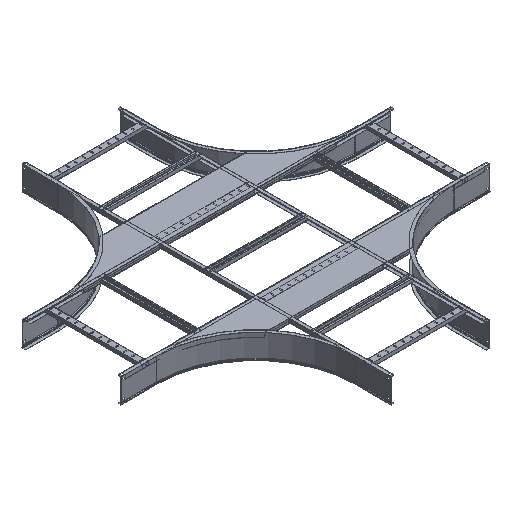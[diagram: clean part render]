
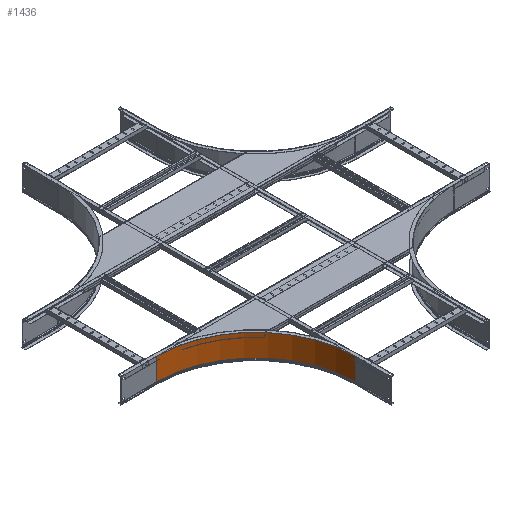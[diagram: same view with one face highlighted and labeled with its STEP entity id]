
A CAD part, isometric view. The second image highlights one B-rep face of the part: STEP entity #1436.
In plain terms, the highlighted cylindrical face has radius 600 mm (diameter 1200 mm), a partial arc.
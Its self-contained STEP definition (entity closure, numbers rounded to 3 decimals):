
#71 = VERTEX_POINT ( 'NONE', #7246 ) ;
#433 = AXIS2_PLACEMENT_3D ( 'NONE', #6525, #8118, #6593 ) ;
#666 = DIRECTION ( 'NONE',  ( 0., 1., 0. ) ) ;
#670 = EDGE_CURVE ( 'NONE', #2915, #71, #6029, .T. ) ;
#822 = LINE ( 'NONE', #7586, #5987 ) ;
#1354 = CARTESIAN_POINT ( 'NONE',  ( 600., 135.525, 0. ) ) ;
#1436 = ADVANCED_FACE ( 'NONE', ( #2241 ), #6007, .F. ) ;
#1491 = VECTOR ( 'NONE', #8311, 1000. ) ;
#1731 = CARTESIAN_POINT ( 'NONE',  ( 0., 0., -600. ) ) ;
#2160 = ORIENTED_EDGE ( 'NONE', *, *, #670, .T. ) ;
#2241 = FACE_OUTER_BOUND ( 'NONE', #7728, .T. ) ;
#2378 = DIRECTION ( 'NONE',  ( 0., 0., 1. ) ) ;
#2915 = VERTEX_POINT ( 'NONE', #1354 ) ;
#3429 = AXIS2_PLACEMENT_3D ( 'NONE', #4749, #666, #2378 ) ;
#3694 = ORIENTED_EDGE ( 'NONE', *, *, #5365, .T. ) ;
#3888 = DIRECTION ( 'NONE',  ( 1., 0., 0. ) ) ;
#4075 = ORIENTED_EDGE ( 'NONE', *, *, #5069, .T. ) ;
#4549 = VERTEX_POINT ( 'NONE', #8346 ) ;
#4612 = AXIS2_PLACEMENT_3D ( 'NONE', #8041, #8847, #3888 ) ;
#4749 = CARTESIAN_POINT ( 'NONE',  ( 0., 135.525, 0. ) ) ;
#4890 = CARTESIAN_POINT ( 'NONE',  ( 0., 2.2, -600. ) ) ;
#5069 = EDGE_CURVE ( 'NONE', #6617, #4549, #6775, .T. ) ;
#5107 = DIRECTION ( 'NONE',  ( 0., 1., 0. ) ) ;
#5365 = EDGE_CURVE ( 'NONE', #4549, #2915, #822, .T. ) ;
#5987 = VECTOR ( 'NONE', #5107, 1000. ) ;
#6007 = CYLINDRICAL_SURFACE ( 'NONE', #433, 600. ) ;
#6029 = CIRCLE ( 'NONE', #3429, 600. ) ;
#6473 = ORIENTED_EDGE ( 'NONE', *, *, #9435, .F. ) ;
#6525 = CARTESIAN_POINT ( 'NONE',  ( 0., 0., 0. ) ) ;
#6593 = DIRECTION ( 'NONE',  ( -1., 0., 0. ) ) ;
#6617 = VERTEX_POINT ( 'NONE', #1731 ) ;
#6775 = CIRCLE ( 'NONE', #4612, 600. ) ;
#7059 = LINE ( 'NONE', #4890, #1491 ) ;
#7246 = CARTESIAN_POINT ( 'NONE',  ( 0., 135.525, -600. ) ) ;
#7586 = CARTESIAN_POINT ( 'NONE',  ( 600., 2.2, 0. ) ) ;
#7728 = EDGE_LOOP ( 'NONE', ( #3694, #2160, #6473, #4075 ) ) ;
#8041 = CARTESIAN_POINT ( 'NONE',  ( 0., 0., 0. ) ) ;
#8118 = DIRECTION ( 'NONE',  ( 0., 1., 0. ) ) ;
#8311 = DIRECTION ( 'NONE',  ( 0., 1., 0. ) ) ;
#8346 = CARTESIAN_POINT ( 'NONE',  ( 600., 0., 0. ) ) ;
#8847 = DIRECTION ( 'NONE',  ( 0., -1., 0. ) ) ;
#9435 = EDGE_CURVE ( 'NONE', #6617, #71, #7059, .T. ) ;
